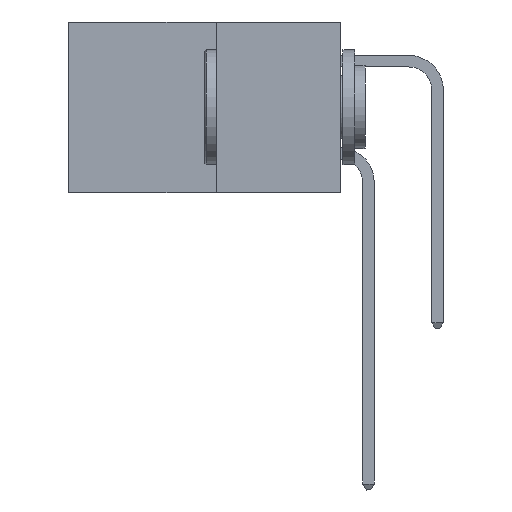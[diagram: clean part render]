
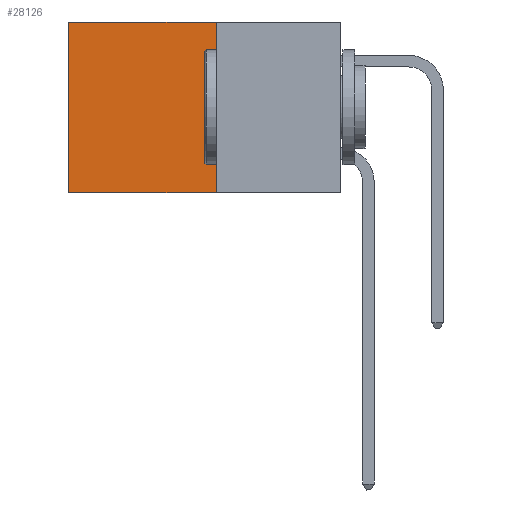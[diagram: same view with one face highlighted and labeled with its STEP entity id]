
A CAD part, left-side view. The second image highlights one B-rep face of the part: STEP entity #28126.
In plain terms, the highlighted planar face has unit normal (-1, 0, 0).
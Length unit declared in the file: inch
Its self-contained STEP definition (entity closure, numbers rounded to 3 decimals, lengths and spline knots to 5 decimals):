
#613 = VERTEX_POINT ( 'NONE', #19230 ) ;
#636 = LINE ( 'NONE', #31969, #30014 ) ;
#808 = DIRECTION ( 'NONE',  ( 0., 0., -1. ) ) ;
#858 = LINE ( 'NONE', #1138, #30223 ) ;
#1020 = DIRECTION ( 'NONE',  ( 0., 0., -1. ) ) ;
#1138 = CARTESIAN_POINT ( 'NONE',  ( 0.277, 0.59, -0.37 ) ) ;
#1594 = DIRECTION ( 'NONE',  ( 0., 1., 0. ) ) ;
#3875 = VERTEX_POINT ( 'NONE', #32442 ) ;
#4211 = EDGE_CURVE ( 'NONE', #613, #11299, #858, .T. ) ;
#4697 = VERTEX_POINT ( 'NONE', #24442 ) ;
#5645 = DIRECTION ( 'NONE',  ( 0., 0., -1. ) ) ;
#9954 = CARTESIAN_POINT ( 'NONE',  ( 0.277, 0.59, -0.37 ) ) ;
#11299 = VERTEX_POINT ( 'NONE', #9954 ) ;
#11483 = ORIENTED_EDGE ( 'NONE', *, *, #22302, .F. ) ;
#12431 = LINE ( 'NONE', #22741, #32975 ) ;
#14256 = EDGE_CURVE ( 'NONE', #4697, #3875, #12431, .T. ) ;
#18026 = DIRECTION ( 'NONE',  ( 1., 0., 0. ) ) ;
#19230 = CARTESIAN_POINT ( 'NONE',  ( 0.277, 0.59, 0. ) ) ;
#19669 = LINE ( 'NONE', #35404, #33551 ) ;
#20486 = EDGE_LOOP ( 'NONE', ( #21004, #11483, #26827, #32857 ) ) ;
#21004 = ORIENTED_EDGE ( 'NONE', *, *, #4211, .T. ) ;
#22302 = EDGE_CURVE ( 'NONE', #3875, #11299, #636, .T. ) ;
#22741 = CARTESIAN_POINT ( 'NONE',  ( 0.277, 0.27, -0.37 ) ) ;
#23808 = DIRECTION ( 'NONE',  ( 0., 1., 0. ) ) ;
#24442 = CARTESIAN_POINT ( 'NONE',  ( 0.277, 0.27, 0. ) ) ;
#26827 = ORIENTED_EDGE ( 'NONE', *, *, #14256, .F. ) ;
#28126 = ADVANCED_FACE ( 'NONE', ( #33034 ), #29193, .F. ) ;
#29193 = PLANE ( 'NONE',  #35873 ) ;
#30014 = VECTOR ( 'NONE', #23808, 39.37008 ) ;
#30223 = VECTOR ( 'NONE', #1020, 39.37008 ) ;
#31928 = CARTESIAN_POINT ( 'NONE',  ( 0.277, 0.27, -0.37 ) ) ;
#31969 = CARTESIAN_POINT ( 'NONE',  ( 0.277, 0.27, -0.37 ) ) ;
#32442 = CARTESIAN_POINT ( 'NONE',  ( 0.277, 0.27, -0.37 ) ) ;
#32857 = ORIENTED_EDGE ( 'NONE', *, *, #35537, .T. ) ;
#32975 = VECTOR ( 'NONE', #5645, 39.37008 ) ;
#33034 = FACE_OUTER_BOUND ( 'NONE', #20486, .T. ) ;
#33551 = VECTOR ( 'NONE', #1594, 39.37008 ) ;
#35404 = CARTESIAN_POINT ( 'NONE',  ( 0.277, 0.27, 0. ) ) ;
#35537 = EDGE_CURVE ( 'NONE', #4697, #613, #19669, .T. ) ;
#35873 = AXIS2_PLACEMENT_3D ( 'NONE', #31928, #18026, #808 ) ;
